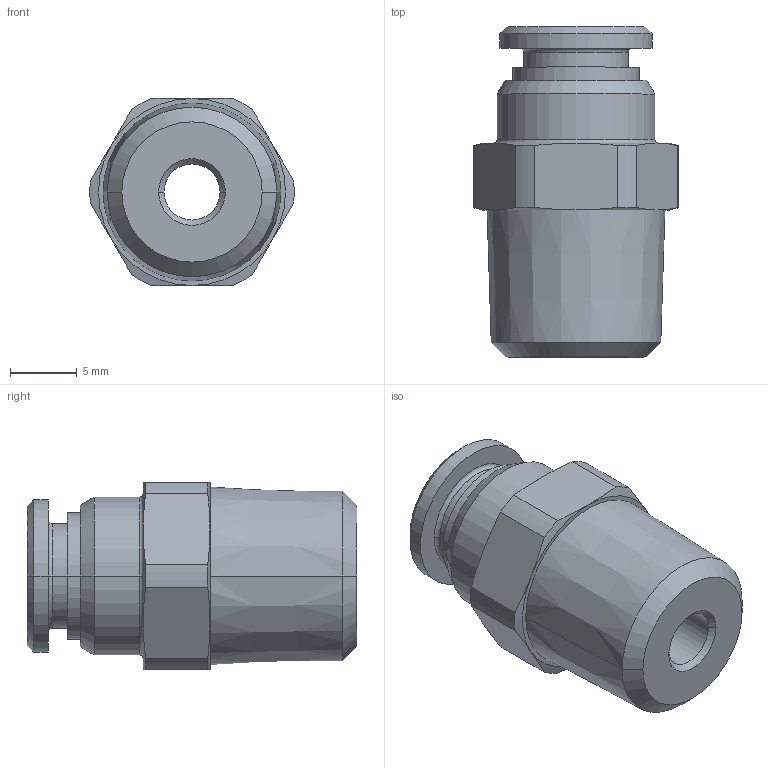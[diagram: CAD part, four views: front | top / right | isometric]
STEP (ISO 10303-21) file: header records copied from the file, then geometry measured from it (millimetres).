
FILE_DESCRIPTION((''),'2;1');
FILE_NAME('mxm.11.06.14',(''),('sopra-pneumatic'),'PRO/ENGINEER BY PARAMETRIC TECHNOLOGY CORPORATION, 2015110','PRO/ENGINEER BY PARAMETRIC TECHNOLOGY CORPORATION, 2015110','');
FILE_SCHEMA(('CONFIG_CONTROL_DESIGN'));
Length unit declared in the file: millimetre
Products named in the file (1): 380463B_951X4-6FF-1-4K
Bounding box: 15.29 x 24.7 x 14 mm (x, y, z)
Volume: 2453.9 mm3; surface area: 1834.5 mm2
Topology: 1 solids, 1 shells, 73 faces, 164 edges, 98 vertices
Faces by surface type: cone 30, cylinder 22, plane 15, torus 6
Entity records: 2120 total; most frequent: CARTESIAN_POINT 427, DIRECTION 370, ORIENTED_EDGE 328, EDGE_CURVE 164, AXIS2_PLACEMENT_3D 161, VERTEX_POINT 98, CIRCLE 88, EDGE_LOOP 84
